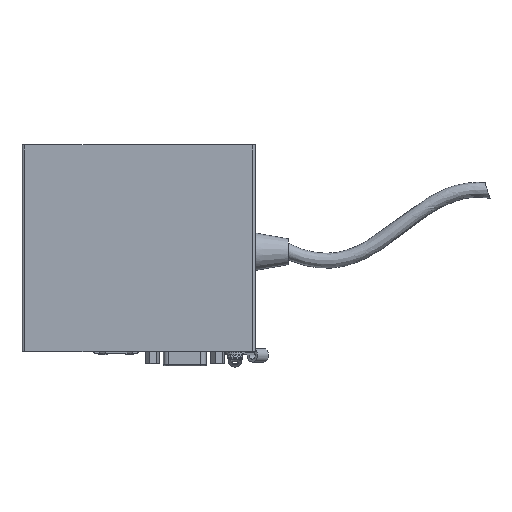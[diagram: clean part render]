
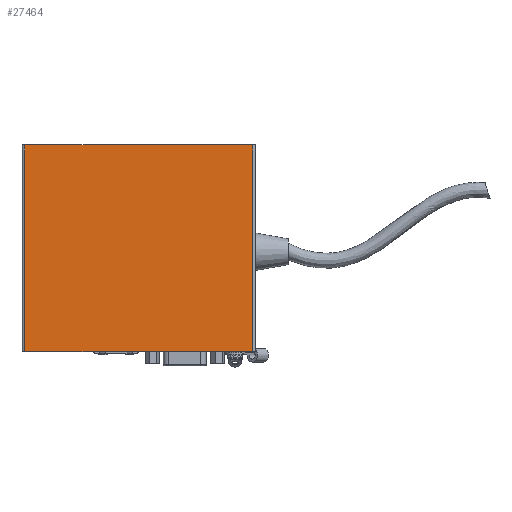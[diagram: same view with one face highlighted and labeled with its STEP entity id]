
A CAD part, front view. The second image highlights one B-rep face of the part: STEP entity #27464.
In plain terms, the highlighted planar face has unit normal (0, -1, 0).
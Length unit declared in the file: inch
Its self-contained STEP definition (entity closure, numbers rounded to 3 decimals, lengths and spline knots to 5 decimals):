
#1216 = FACE_OUTER_BOUND ( 'NONE', #24473, .T. ) ;
#1217 = PLANE ( 'NONE',  #13696 ) ;
#1266 = CARTESIAN_POINT ( 'NONE',  ( -6.651, 0.1045, 0.79758 ) ) ;
#1267 = DIRECTION ( 'NONE',  ( 1., 0., 0. ) ) ;
#1275 = DIRECTION ( 'NONE',  ( 0., -1., 0. ) ) ;
#3875 = VECTOR ( 'NONE', #6438, 39.37008 ) ;
#6406 = LINE ( 'NONE', #6463, #3875 ) ;
#6438 = DIRECTION ( 'NONE',  ( 0., 0., -1. ) ) ;
#6463 = CARTESIAN_POINT ( 'NONE',  ( -4.08849, 0.1045, 0.79758 ) ) ;
#11522 = VERTEX_POINT ( 'NONE', #60367 ) ;
#11788 = VERTEX_POINT ( 'NONE', #60565 ) ;
#13332 = VERTEX_POINT ( 'NONE', #47687 ) ;
#13368 = VERTEX_POINT ( 'NONE', #47659 ) ;
#13696 = AXIS2_PLACEMENT_3D ( 'NONE', #1266, #1275, #1267 ) ;
#24473 = EDGE_LOOP ( 'NONE', ( #63707, #63711, #63686, #63694 ) ) ;
#27464 = ADVANCED_FACE ( 'NONE', ( #1216 ), #1217, .T. ) ;
#28380 = VECTOR ( 'NONE', #64795, 39.37008 ) ;
#28398 = VECTOR ( 'NONE', #64732, 39.37008 ) ;
#28420 = VECTOR ( 'NONE', #64767, 39.37008 ) ;
#37190 = EDGE_CURVE ( 'NONE', #13368, #11522, #6406, .T. ) ;
#38384 = EDGE_CURVE ( 'NONE', #11788, #13368, #64711, .T. ) ;
#38391 = EDGE_CURVE ( 'NONE', #11522, #13332, #64765, .T. ) ;
#38395 = EDGE_CURVE ( 'NONE', #13332, #11788, #64782, .T. ) ;
#47659 = CARTESIAN_POINT ( 'NONE',  ( -4.08849, 0.10461, 2.36008 ) ) ;
#47687 = CARTESIAN_POINT ( 'NONE',  ( -0.64155, 0.1044, -0.76492 ) ) ;
#60367 = CARTESIAN_POINT ( 'NONE',  ( -4.08849, 0.1044, -0.76492 ) ) ;
#60565 = CARTESIAN_POINT ( 'NONE',  ( -0.64155, 0.10461, 2.36008 ) ) ;
#63686 = ORIENTED_EDGE ( 'NONE', *, *, #38384, .T. ) ;
#63694 = ORIENTED_EDGE ( 'NONE', *, *, #37190, .T. ) ;
#63707 = ORIENTED_EDGE ( 'NONE', *, *, #38391, .T. ) ;
#63711 = ORIENTED_EDGE ( 'NONE', *, *, #38395, .T. ) ;
#64711 = LINE ( 'NONE', #64729, #28398 ) ;
#64729 = CARTESIAN_POINT ( 'NONE',  ( 0.35851, 0.10461, 2.36008 ) ) ;
#64732 = DIRECTION ( 'NONE',  ( -1., 0., 0. ) ) ;
#64764 = CARTESIAN_POINT ( 'NONE',  ( -5.08849, 0.1044, -0.76492 ) ) ;
#64765 = LINE ( 'NONE', #64764, #28420 ) ;
#64767 = DIRECTION ( 'NONE',  ( 1., 0., 0. ) ) ;
#64782 = LINE ( 'NONE', #64788, #28380 ) ;
#64788 = CARTESIAN_POINT ( 'NONE',  ( -0.64155, 0.1045, 0.79758 ) ) ;
#64795 = DIRECTION ( 'NONE',  ( 0., 0., 1. ) ) ;
